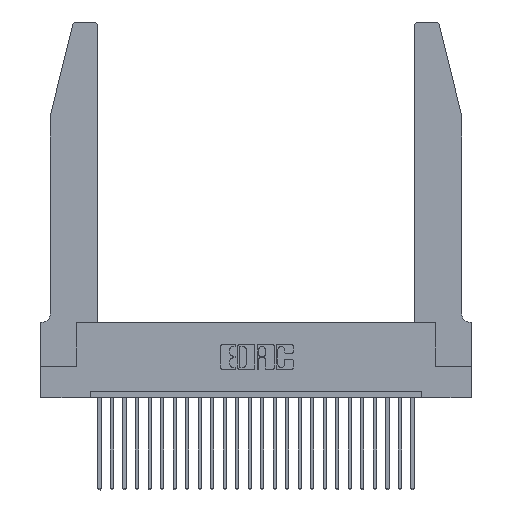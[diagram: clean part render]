
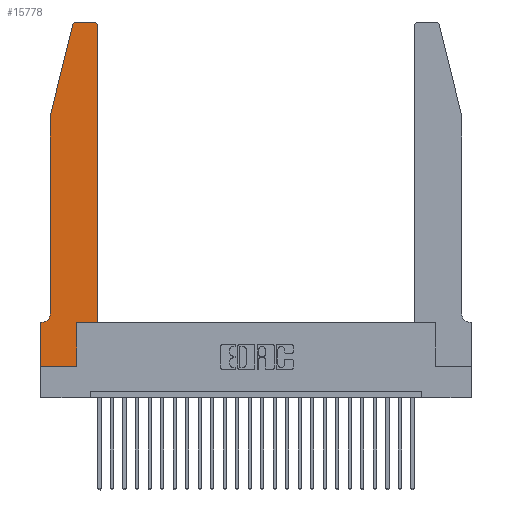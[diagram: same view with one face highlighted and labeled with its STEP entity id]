
A CAD part, top view. The second image highlights one B-rep face of the part: STEP entity #15778.
In plain terms, the highlighted planar face has unit normal (0, 0, 1).
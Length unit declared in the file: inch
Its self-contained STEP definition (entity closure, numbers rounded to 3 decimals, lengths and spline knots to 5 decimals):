
#181 = CARTESIAN_POINT ( 'NONE',  ( 0.25487, 2.72718, 0.37 ) ) ;
#456 = VECTOR ( 'NONE', #2536, 39.37008 ) ;
#715 = VERTEX_POINT ( 'NONE', #14163 ) ;
#2065 = CARTESIAN_POINT ( 'NONE',  ( 0.4505, 0.35, 0.37 ) ) ;
#2262 = VERTEX_POINT ( 'NONE', #2305 ) ;
#2305 = CARTESIAN_POINT ( 'NONE',  ( 0.0755, 2., 0.37 ) ) ;
#2358 = CARTESIAN_POINT ( 'NONE',  ( 0.4505, 0.35, 0.37 ) ) ;
#2536 = DIRECTION ( 'NONE',  ( 0., 1., 0. ) ) ;
#2898 = DIRECTION ( 'NONE',  ( 1., 0., 0. ) ) ;
#3151 = ORIENTED_EDGE ( 'NONE', *, *, #5355, .T. ) ;
#3385 = DIRECTION ( 'NONE',  ( 1., 0., 0. ) ) ;
#3557 = VERTEX_POINT ( 'NONE', #11070 ) ;
#3589 = CARTESIAN_POINT ( 'NONE',  ( 0.0755, 0.35, 0.37 ) ) ;
#4086 = CARTESIAN_POINT ( 'NONE',  ( 0.2865, 0.35, 0.37 ) ) ;
#4606 = ORIENTED_EDGE ( 'NONE', *, *, #13475, .T. ) ;
#5075 = CARTESIAN_POINT ( 'NONE',  ( 0., 0.35, 0.37 ) ) ;
#5276 = VERTEX_POINT ( 'NONE', #18056 ) ;
#5355 = EDGE_CURVE ( 'NONE', #17668, #12509, #16720, .T. ) ;
#5420 = EDGE_CURVE ( 'NONE', #15881, #17668, #21497, .T. ) ;
#5608 = ORIENTED_EDGE ( 'NONE', *, *, #13288, .T. ) ;
#6389 = CIRCLE ( 'NONE', #17466, 0.07 ) ;
#6445 = AXIS2_PLACEMENT_3D ( 'NONE', #22977, #6657, #8742 ) ;
#6563 = DIRECTION ( 'NONE',  ( 1., 0., 0. ) ) ;
#6657 = DIRECTION ( 'NONE',  ( 0., 0., 1. ) ) ;
#7898 = LINE ( 'NONE', #3589, #21657 ) ;
#7975 = EDGE_CURVE ( 'NONE', #2262, #15325, #24258, .T. ) ;
#8003 = EDGE_CURVE ( 'NONE', #5276, #15881, #7898, .T. ) ;
#8297 = ORIENTED_EDGE ( 'NONE', *, *, #12125, .T. ) ;
#8310 = DIRECTION ( 'NONE',  ( 1., 0., 0. ) ) ;
#8335 = VERTEX_POINT ( 'NONE', #4086 ) ;
#8352 = DIRECTION ( 'NONE',  ( 0., 1., 0. ) ) ;
#8494 = VECTOR ( 'NONE', #8601, 39.37008 ) ;
#8553 = EDGE_CURVE ( 'NONE', #715, #24253, #12684, .T. ) ;
#8601 = DIRECTION ( 'NONE',  ( -0.239, -0.971, 0. ) ) ;
#8742 = DIRECTION ( 'NONE',  ( 1., 0., 0. ) ) ;
#8821 = LINE ( 'NONE', #23011, #8494 ) ;
#9021 = EDGE_CURVE ( 'NONE', #14692, #16478, #14561, .T. ) ;
#9656 = VECTOR ( 'NONE', #6563, 39.37008 ) ;
#9810 = VECTOR ( 'NONE', #22019, 39.37008 ) ;
#10213 = CARTESIAN_POINT ( 'NONE',  ( 0.0755, 2., 0.37 ) ) ;
#10604 = VECTOR ( 'NONE', #17537, 39.37008 ) ;
#11070 = CARTESIAN_POINT ( 'NONE',  ( 0.4205, 2.75, 0.37 ) ) ;
#11179 = FACE_OUTER_BOUND ( 'NONE', #22665, .T. ) ;
#11402 = DIRECTION ( 'NONE',  ( -1., 0., 0. ) ) ;
#12014 = VECTOR ( 'NONE', #8352, 39.37008 ) ;
#12047 = ORIENTED_EDGE ( 'NONE', *, *, #8553, .T. ) ;
#12125 = EDGE_CURVE ( 'NONE', #3557, #715, #20046, .T. ) ;
#12283 = EDGE_CURVE ( 'NONE', #24253, #2262, #8821, .T. ) ;
#12491 = CARTESIAN_POINT ( 'NONE',  ( 0.4505, 2.72, 0.37 ) ) ;
#12509 = VERTEX_POINT ( 'NONE', #19849 ) ;
#12513 = VECTOR ( 'NONE', #8310, 39.37008 ) ;
#12684 = CIRCLE ( 'NONE', #6445, 0.03 ) ;
#13267 = CIRCLE ( 'NONE', #16679, 0.03 ) ;
#13288 = EDGE_CURVE ( 'NONE', #12509, #8335, #22211, .T. ) ;
#13475 = EDGE_CURVE ( 'NONE', #16478, #3557, #13267, .T. ) ;
#13522 = ORIENTED_EDGE ( 'NONE', *, *, #7975, .T. ) ;
#13857 = AXIS2_PLACEMENT_3D ( 'NONE', #5075, #15673, #3385 ) ;
#14163 = CARTESIAN_POINT ( 'NONE',  ( 0.284, 2.75, 0.37 ) ) ;
#14333 = DIRECTION ( 'NONE',  ( -1., 0., 0. ) ) ;
#14561 = LINE ( 'NONE', #2358, #12014 ) ;
#14692 = VERTEX_POINT ( 'NONE', #24331 ) ;
#15037 = EDGE_CURVE ( 'NONE', #15325, #5276, #6389, .T. ) ;
#15092 = ORIENTED_EDGE ( 'NONE', *, *, #8003, .T. ) ;
#15325 = VERTEX_POINT ( 'NONE', #24388 ) ;
#15445 = DIRECTION ( 'NONE',  ( 0., 0., -1. ) ) ;
#15589 = PLANE ( 'NONE',  #13857 ) ;
#15673 = DIRECTION ( 'NONE',  ( 0., 0., 1. ) ) ;
#15778 = ADVANCED_FACE ( 'NONE', ( #11179 ), #15589, .T. ) ;
#15881 = VERTEX_POINT ( 'NONE', #22190 ) ;
#16049 = LINE ( 'NONE', #2065, #12513 ) ;
#16319 = CARTESIAN_POINT ( 'NONE',  ( 0.2605, 2.75, 0.37 ) ) ;
#16478 = VERTEX_POINT ( 'NONE', #12491 ) ;
#16679 = AXIS2_PLACEMENT_3D ( 'NONE', #21322, #19186, #2898 ) ;
#16720 = LINE ( 'NONE', #24681, #9656 ) ;
#17466 = AXIS2_PLACEMENT_3D ( 'NONE', #19642, #15445, #11402 ) ;
#17537 = DIRECTION ( 'NONE',  ( 0., -1., 0. ) ) ;
#17566 = ORIENTED_EDGE ( 'NONE', *, *, #9021, .T. ) ;
#17668 = VERTEX_POINT ( 'NONE', #23039 ) ;
#18056 = CARTESIAN_POINT ( 'NONE',  ( 0.0055, 0.35, 0.37 ) ) ;
#18760 = ORIENTED_EDGE ( 'NONE', *, *, #23835, .T. ) ;
#19186 = DIRECTION ( 'NONE',  ( 0., 0., 1. ) ) ;
#19252 = ORIENTED_EDGE ( 'NONE', *, *, #5420, .T. ) ;
#19642 = CARTESIAN_POINT ( 'NONE',  ( 0.0055, 0.42, 0.37 ) ) ;
#19849 = CARTESIAN_POINT ( 'NONE',  ( 0.2865, 0., 0.37 ) ) ;
#20046 = LINE ( 'NONE', #16319, #22287 ) ;
#20438 = ORIENTED_EDGE ( 'NONE', *, *, #15037, .T. ) ;
#20799 = ORIENTED_EDGE ( 'NONE', *, *, #12283, .T. ) ;
#21322 = CARTESIAN_POINT ( 'NONE',  ( 0.4205, 2.72, 0.37 ) ) ;
#21497 = LINE ( 'NONE', #21537, #10604 ) ;
#21537 = CARTESIAN_POINT ( 'NONE',  ( 0., 0., 0.37 ) ) ;
#21657 = VECTOR ( 'NONE', #14333, 39.37008 ) ;
#22019 = DIRECTION ( 'NONE',  ( 0., -1., 0. ) ) ;
#22190 = CARTESIAN_POINT ( 'NONE',  ( 0., 0.35, 0.37 ) ) ;
#22211 = LINE ( 'NONE', #22680, #456 ) ;
#22287 = VECTOR ( 'NONE', #22835, 39.37008 ) ;
#22665 = EDGE_LOOP ( 'NONE', ( #8297, #12047, #20799, #13522, #20438, #15092, #19252, #3151, #5608, #18760, #17566, #4606 ) ) ;
#22680 = CARTESIAN_POINT ( 'NONE',  ( 0.2865, 0.35, 0.37 ) ) ;
#22835 = DIRECTION ( 'NONE',  ( -1., 0., 0. ) ) ;
#22977 = CARTESIAN_POINT ( 'NONE',  ( 0.284, 2.72, 0.37 ) ) ;
#23011 = CARTESIAN_POINT ( 'NONE',  ( 0.0755, 2., 0.37 ) ) ;
#23039 = CARTESIAN_POINT ( 'NONE',  ( 0., 0., 0.37 ) ) ;
#23835 = EDGE_CURVE ( 'NONE', #8335, #14692, #16049, .T. ) ;
#24253 = VERTEX_POINT ( 'NONE', #181 ) ;
#24258 = LINE ( 'NONE', #10213, #9810 ) ;
#24331 = CARTESIAN_POINT ( 'NONE',  ( 0.4505, 0.35, 0.37 ) ) ;
#24388 = CARTESIAN_POINT ( 'NONE',  ( 0.0755, 0.42, 0.37 ) ) ;
#24681 = CARTESIAN_POINT ( 'NONE',  ( 0., 0., 0.37 ) ) ;
